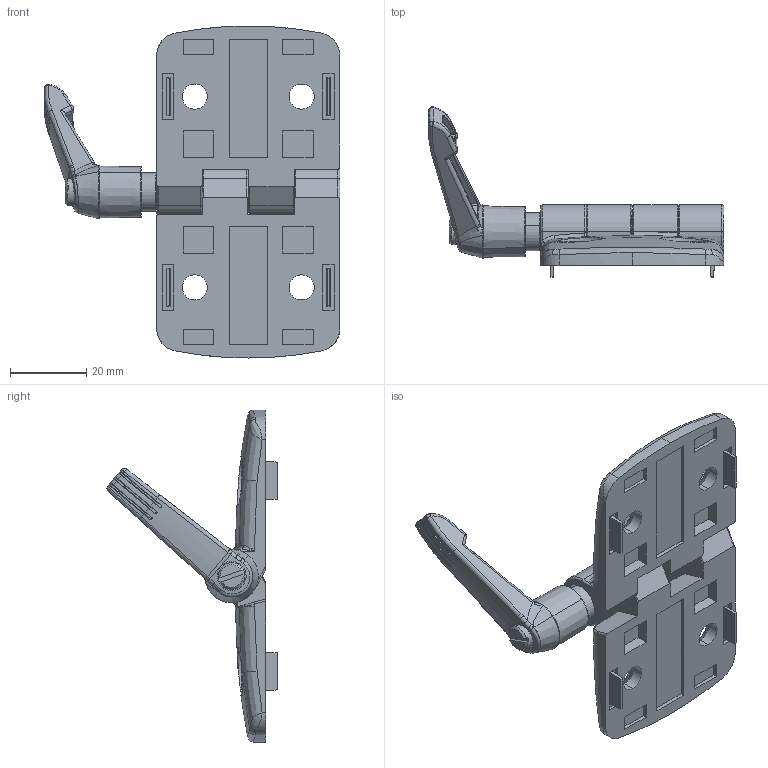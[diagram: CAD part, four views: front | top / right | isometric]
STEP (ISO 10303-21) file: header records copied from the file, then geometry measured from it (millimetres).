
FILE_DESCRIPTION (( 'STEP AP203' ), '1' );
FILE_NAME ('151265.step', '2021-06-03T16:04:04', ( '' ), ( '' ), 'SwSTEP 2.0', 'SolidWorks 2021', '' );
FILE_SCHEMA (( 'CONFIG_CONTROL_DESIGN' ));
Length unit declared in the file: millimetre
Products named in the file (1): 151265
Bounding box: 77.49 x 44.57 x 87 mm (x, y, z)
Volume: 30770.5 mm3; surface area: 18371.2 mm2
Topology: 5 solids, 5 shells, 492 faces, 1188 edges, 714 vertices
Faces by surface type: plane 152, bspline 140, cylinder 91, torus 54, cone 37, sphere 18
Entity records: 19177 total; most frequent: CARTESIAN_POINT 8771, ORIENTED_EDGE 2344, DIRECTION 1877, EDGE_CURVE 1172, AXIS2_PLACEMENT_3D 731, VERTEX_POINT 712, EDGE_LOOP 532, FACE_OUTER_BOUND 492
